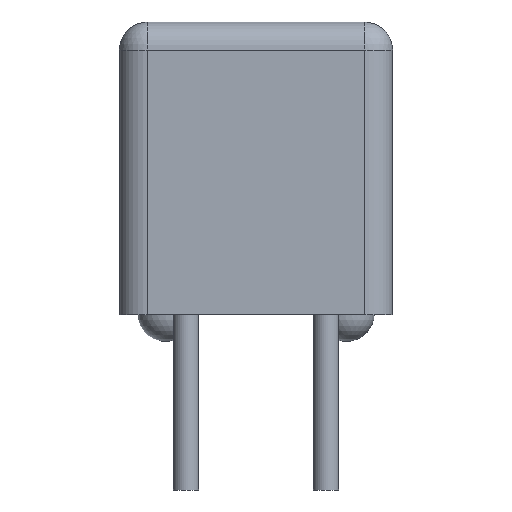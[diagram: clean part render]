
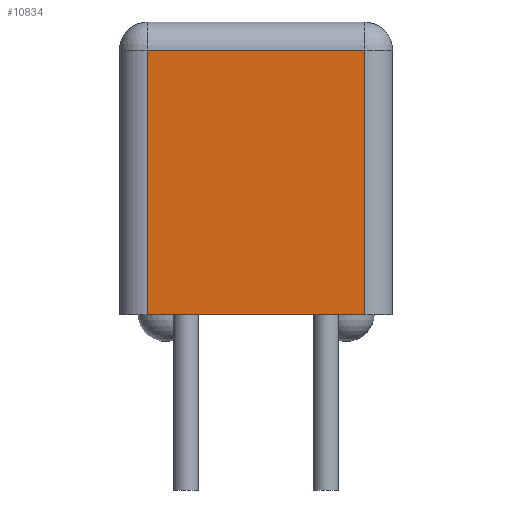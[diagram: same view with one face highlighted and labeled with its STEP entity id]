
A CAD part, left-side view. The second image highlights one B-rep face of the part: STEP entity #10834.
In plain terms, the highlighted planar face has unit normal (-1, 0, 0).
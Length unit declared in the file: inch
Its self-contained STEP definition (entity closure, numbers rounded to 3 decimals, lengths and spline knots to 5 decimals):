
#10563=CARTESIAN_POINT('',(-0.395,0.0775,0.0845));
#10564=VERTEX_POINT('',#10563);
#10594=CARTESIAN_POINT('',(-0.395,-0.0775,0.0845));
#10595=VERTEX_POINT('',#10594);
#10627=CARTESIAN_POINT('',(-0.395,-0.0775,-0.1045));
#10628=VERTEX_POINT('',#10627);
#10645=CARTESIAN_POINT('',(-0.395,-0.0775,0.0845));
#10646=DIRECTION('',(0.0,0.0,-1.0));
#10647=VECTOR('',#10646,0.189);
#10648=LINE('',#10645,#10647);
#10649=EDGE_CURVE('',#10595,#10628,#10648,.T.);
#10662=CARTESIAN_POINT('',(-0.395,0.0775,0.0845));
#10663=DIRECTION('',(0.0,-1.0,0.0));
#10664=VECTOR('',#10663,0.155);
#10665=LINE('',#10662,#10664);
#10666=EDGE_CURVE('',#10564,#10595,#10665,.T.);
#10712=CARTESIAN_POINT('',(-0.395,0.0775,-0.1045));
#10713=VERTEX_POINT('',#10712);
#10721=CARTESIAN_POINT('',(-0.395,0.0775,-0.1045));
#10722=DIRECTION('',(0.0,0.0,1.0));
#10723=VECTOR('',#10722,0.189);
#10724=LINE('',#10721,#10723);
#10725=EDGE_CURVE('',#10713,#10564,#10724,.T.);
#10818=CARTESIAN_POINT('',(-0.395,0.0,0.1045));
#10819=DIRECTION('',(-1.0,0.0,0.0));
#10820=DIRECTION('',(0.0,0.0,1.0));
#10821=AXIS2_PLACEMENT_3D('',#10818,#10819,#10820);
#10822=PLANE('',#10821);
#10823=ORIENTED_EDGE('',*,*,#10649,.F.);
#10824=ORIENTED_EDGE('',*,*,#10666,.F.);
#10825=ORIENTED_EDGE('',*,*,#10725,.F.);
#10826=CARTESIAN_POINT('',(-0.395,0.0775,-0.1045));
#10827=DIRECTION('',(0.0,-1.0,0.0));
#10828=VECTOR('',#10827,0.155);
#10829=LINE('',#10826,#10828);
#10830=EDGE_CURVE('',#10713,#10628,#10829,.T.);
#10831=ORIENTED_EDGE('',*,*,#10830,.T.);
#10832=EDGE_LOOP('',(#10823,#10824,#10825,#10831));
#10833=FACE_OUTER_BOUND('',#10832,.T.);
#10834=ADVANCED_FACE('',(#10833),#10822,.T.);
